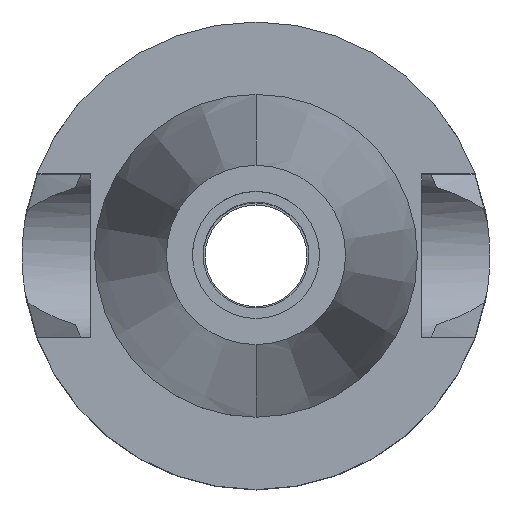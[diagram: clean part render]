
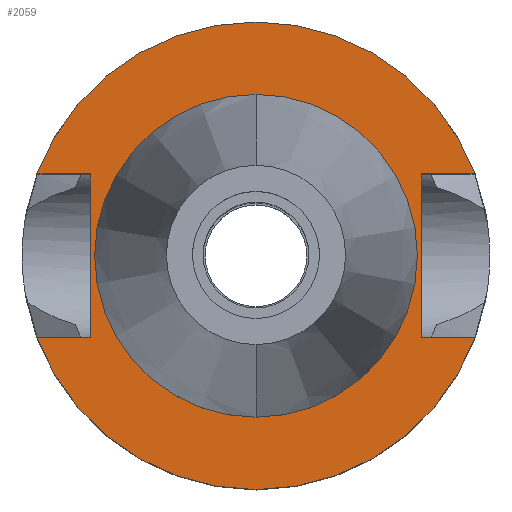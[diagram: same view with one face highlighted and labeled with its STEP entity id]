
A CAD part, top view. The second image highlights one B-rep face of the part: STEP entity #2059.
In plain terms, the highlighted planar face has unit normal (0, 0, 1).
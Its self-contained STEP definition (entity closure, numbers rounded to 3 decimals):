
#843=DIRECTION('',(1.,0.,0.));
#844=VECTOR('',#843,5.245);
#845=CARTESIAN_POINT('',(-21.545,8.05,-1.));
#846=LINE('',#845,#844);
#904=DIRECTION('',(0.,1.,0.));
#905=VECTOR('',#904,16.1);
#906=CARTESIAN_POINT('',(-16.3,-8.05,-1.));
#907=LINE('',#906,#905);
#911=CARTESIAN_POINT('',(0.,0.,-1.));
#912=DIRECTION('',(0.,0.,-1.));
#913=DIRECTION('',(-0.937,0.35,0.));
#914=AXIS2_PLACEMENT_3D('',#911,#912,#913);
#919=CARTESIAN_POINT('',(0.,0.,-1.));
#920=DIRECTION('',(0.,0.,-1.));
#921=DIRECTION('',(0.,1.,0.));
#922=AXIS2_PLACEMENT_3D('',#919,#920,#921);
#927=DIRECTION('',(-1.,0.,0.));
#928=VECTOR('',#927,5.245);
#929=CARTESIAN_POINT('',(21.545,8.05,-1.));
#930=LINE('',#929,#928);
#934=DIRECTION('',(0.,-1.,0.));
#935=VECTOR('',#934,16.1);
#936=CARTESIAN_POINT('',(16.3,8.05,-1.));
#937=LINE('',#936,#935);
#941=CARTESIAN_POINT('',(0.,0.,-1.));
#942=DIRECTION('',(0.,0.,-1.));
#943=DIRECTION('',(0.937,-0.35,0.));
#944=AXIS2_PLACEMENT_3D('',#941,#942,#943);
#949=CARTESIAN_POINT('',(0.,0.,-1.));
#950=DIRECTION('',(0.,0.,-1.));
#951=DIRECTION('',(0.,-1.,0.));
#952=AXIS2_PLACEMENT_3D('',#949,#950,#951);
#957=DIRECTION('',(1.,0.,0.));
#958=VECTOR('',#957,5.245);
#959=CARTESIAN_POINT('',(-21.545,-8.05,-1.));
#960=LINE('',#959,#958);
#964=CARTESIAN_POINT('',(0.,0.,-1.));
#965=DIRECTION('',(0.,0.,1.));
#966=DIRECTION('',(0.,-1.,0.));
#967=AXIS2_PLACEMENT_3D('',#964,#965,#966);
#972=CARTESIAN_POINT('',(0.,0.,-1.));
#973=DIRECTION('',(0.,0.,1.));
#974=DIRECTION('',(0.,1.,0.));
#975=AXIS2_PLACEMENT_3D('',#972,#973,#974);
#1096=DIRECTION('',(-1.,0.,0.));
#1097=VECTOR('',#1096,5.245);
#1098=CARTESIAN_POINT('',(21.545,-8.05,-1.));
#1099=LINE('',#1098,#1097);
#1281=CARTESIAN_POINT('',(-16.3,-8.05,-1.));
#1282=VERTEX_POINT('',#1281);
#1283=CARTESIAN_POINT('',(-21.545,-8.05,-1.));
#1284=VERTEX_POINT('',#1283);
#1285=CARTESIAN_POINT('',(-16.3,8.05,-1.));
#1286=VERTEX_POINT('',#1285);
#1287=CARTESIAN_POINT('',(-21.545,8.05,-1.));
#1288=VERTEX_POINT('',#1287);
#1289=CARTESIAN_POINT('',(0.,23.,-1.));
#1290=CARTESIAN_POINT('',(21.545,8.05,-1.));
#1291=VERTEX_POINT('',#1289);
#1292=VERTEX_POINT('',#1290);
#1293=CARTESIAN_POINT('',(16.3,8.05,-1.));
#1294=VERTEX_POINT('',#1293);
#1295=CARTESIAN_POINT('',(16.3,-8.05,-1.));
#1296=VERTEX_POINT('',#1295);
#1297=CARTESIAN_POINT('',(21.545,-8.05,-1.));
#1298=VERTEX_POINT('',#1297);
#1299=CARTESIAN_POINT('',(0.,-23.,-1.));
#1300=VERTEX_POINT('',#1299);
#1301=CARTESIAN_POINT('',(0.,-15.875,-1.));
#1302=CARTESIAN_POINT('',(0.,15.875,-1.));
#1303=VERTEX_POINT('',#1301);
#1304=VERTEX_POINT('',#1302);
#2031=CARTESIAN_POINT('',(0.,0.,-1.));
#2032=DIRECTION('',(0.,0.,-1.));
#2033=DIRECTION('',(0.,-1.,0.));
#2034=AXIS2_PLACEMENT_3D('',#2031,#2032,#2033);
#2035=PLANE('',#2034);
#2037=ORIENTED_EDGE('',*,*,#2036,.T.);
#2038=ORIENTED_EDGE('',*,*,#1976,.F.);
#2039=ORIENTED_EDGE('',*,*,#1996,.T.);
#2040=ORIENTED_EDGE('',*,*,#1994,.T.);
#2041=ORIENTED_EDGE('',*,*,#2010,.T.);
#2042=ORIENTED_EDGE('',*,*,#2021,.T.);
#2044=ORIENTED_EDGE('',*,*,#2043,.F.);
#2046=ORIENTED_EDGE('',*,*,#2045,.T.);
#2048=ORIENTED_EDGE('',*,*,#2047,.T.);
#2050=ORIENTED_EDGE('',*,*,#2049,.T.);
#2051=EDGE_LOOP('',(#2037,#2038,#2039,#2040,#2041,#2042,#2044,#2046,#2048,
#2050));
#2052=FACE_OUTER_BOUND('',#2051,.F.);
#2054=ORIENTED_EDGE('',*,*,#2053,.T.);
#2056=ORIENTED_EDGE('',*,*,#2055,.T.);
#2057=EDGE_LOOP('',(#2054,#2056));
#2058=FACE_BOUND('',#2057,.F.);
#915=CIRCLE('',#914,23.);
#923=CIRCLE('',#922,23.);
#945=CIRCLE('',#944,23.);
#953=CIRCLE('',#952,23.);
#968=CIRCLE('',#967,15.875);
#976=CIRCLE('',#975,15.875);
#1976=EDGE_CURVE('',#1288,#1286,#846,.T.);
#1994=EDGE_CURVE('',#1291,#1292,#923,.T.);
#1996=EDGE_CURVE('',#1288,#1291,#915,.T.);
#2010=EDGE_CURVE('',#1292,#1294,#930,.T.);
#2021=EDGE_CURVE('',#1294,#1296,#937,.T.);
#2036=EDGE_CURVE('',#1282,#1286,#907,.T.);
#2043=EDGE_CURVE('',#1298,#1296,#1099,.T.);
#2045=EDGE_CURVE('',#1298,#1300,#945,.T.);
#2047=EDGE_CURVE('',#1300,#1284,#953,.T.);
#2049=EDGE_CURVE('',#1284,#1282,#960,.T.);
#2053=EDGE_CURVE('',#1303,#1304,#968,.T.);
#2055=EDGE_CURVE('',#1304,#1303,#976,.T.);
#2059=ADVANCED_FACE('',(#2052,#2058),#2035,.F.);
